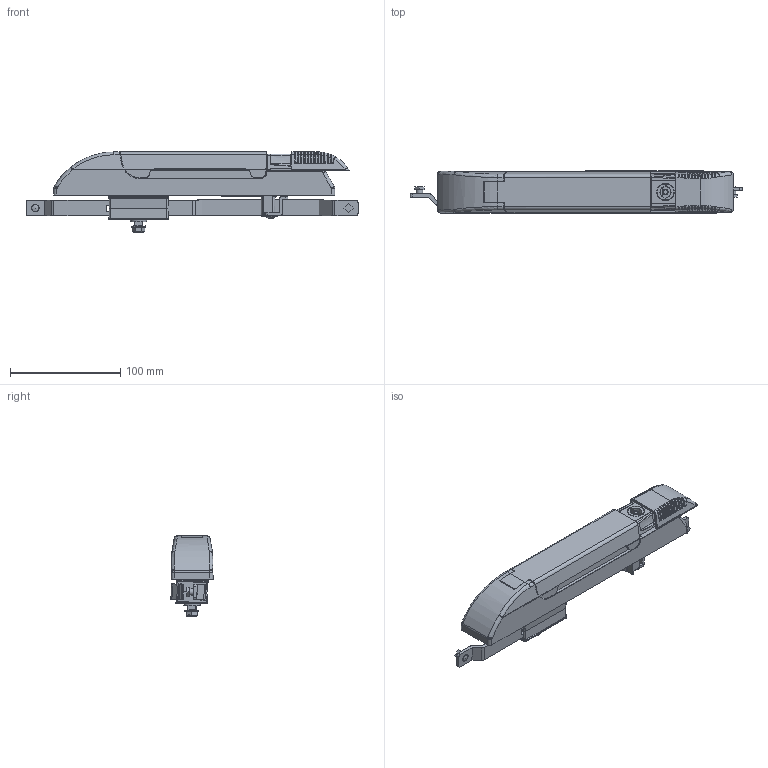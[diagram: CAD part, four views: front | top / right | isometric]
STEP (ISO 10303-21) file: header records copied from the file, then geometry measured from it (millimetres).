
FILE_DESCRIPTION (( 'STEP AP203' ), '1' );
FILE_NAME ('KI44.5.05.60.P.2.K.STEP', '2020-05-12T11:47:55', ( '' ), ( '' ), 'SwSTEP 2.0', 'SolidWorks 2015', '' );
FILE_SCHEMA (( 'CONFIG_CONTROL_DESIGN' ));
Length unit declared in the file: millimetre
Products named in the file (1): KI44.5.05.60.P.2.K
Bounding box: 301 x 38.21 x 72.94 mm (x, y, z)
Surface area: 84504.1 mm2 (no closed solid volume)
Topology: 0 solids, 27 shells, 1094 faces, 3912 edges, 2729 vertices
Faces by surface type: bspline 373, plane 356, cylinder 310, cone 33, sphere 14, torus 8
Full cylindrical faces by diameter (mm): 5.9 x2, 5.964 x1, 6.468 x1, 8.458 x3, 10.5 x2, 11.75 x1, 12.7 x1, 16.3 x1, 23 x1
Entity records: 54879 total; most frequent: CARTESIAN_POINT 27076, ORIENTED_EDGE 6193, DIRECTION 4252, EDGE_CURVE 3846, VERTEX_POINT 2710, LINE 1620, VECTOR 1620, B_SPLINE_CURVE_WITH_KNOTS 1316
